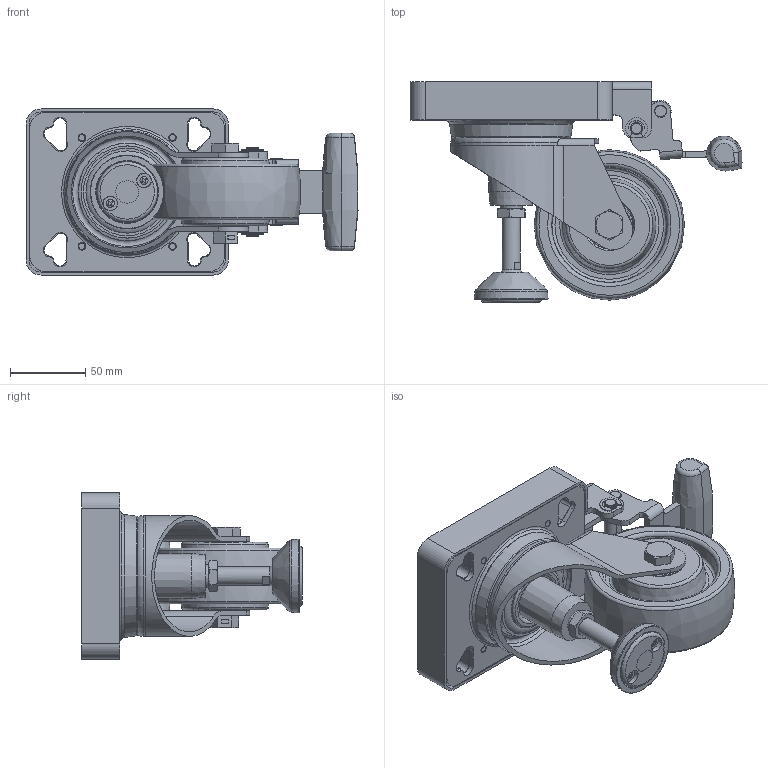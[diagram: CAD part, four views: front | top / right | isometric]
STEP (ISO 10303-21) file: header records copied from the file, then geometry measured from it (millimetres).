
FILE_DESCRIPTION( ( 'STEP AP203' ), '1' );
FILE_NAME( '098LF100GF134110O.stp', '2020-08-04T14:28:32', ( 'License CC BY-ND 4.0' ), ( 'CADENAS' ), ' ', 'PARTsolutions', ' ' );
FILE_SCHEMA( ( 'CONFIG_CONTROL_DESIGN' ) );
Length unit declared in the file: millimetre
Products named in the file (8): 098LF100GF134110O; _098LF100GF134110_housing; _098LF100GF134110_table; _098LF100GF134110O_foot; _098LF100GF134110O_handle; _098LF100GF134110_wheel; _098LF100GF134110_screw; _098LF100GF134110_nut
Assembly tree (7 placements, depth 2):
  098LF100GF134110O
    _098LF100GF134110_housing
    _098LF100GF134110_table
    _098LF100GF134110O_foot
    _098LF100GF134110O_handle
    _098LF100GF134110_wheel
    _098LF100GF134110_screw
    _098LF100GF134110_nut
Bounding box: 219.92 x 146.11 x 110 mm (x, y, z)
Volume: 822570.5 mm3; surface area: 183319.2 mm2
Topology: 7 solids, 7 shells, 651 faces, 1662 edges, 1074 vertices
Faces by surface type: plane 318, cylinder 238, torus 48, cone 39, bspline 5, sphere 3
Full cylindrical faces by diameter (mm): 4.7 x4, 5 x6, 5.2 x2, 7 x4, 8 x12, 8.1 x2, 8.376 x1, 9.4 x2, 9.5 x6, 10 x1, 10.106 x1, 10.5 x2, 12 x2, 15 x2, 15.5 x1, 15.7 x1, 18.625 x2, 28.625 x2, 31 x1, 31.85 x2, 40 x1, 43.5 x1, 49 x1, 58 x1, 74 x1
Entity records: 19504 total; most frequent: CARTESIAN_POINT 3674, DIRECTION 3409, ORIENTED_EDGE 2960, EDGE_CURVE 1480, AXIS2_PLACEMENT_3D 1318, VERTEX_POINT 1040, EDGE_LOOP 909, LINE 773
